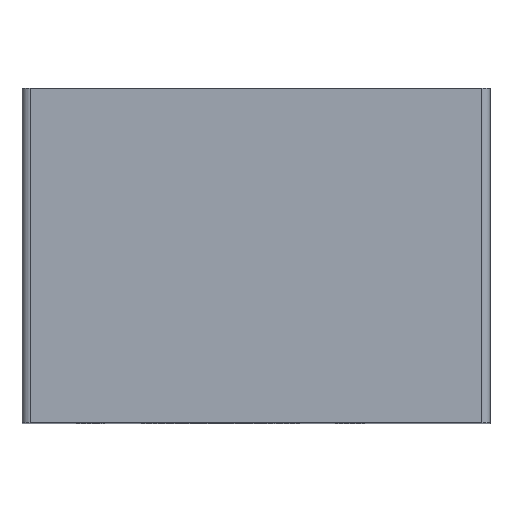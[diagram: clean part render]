
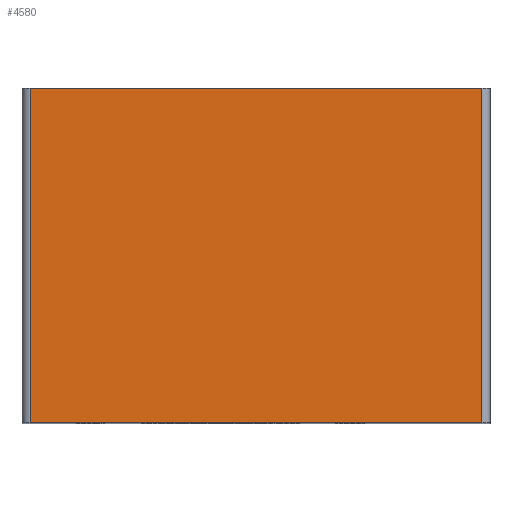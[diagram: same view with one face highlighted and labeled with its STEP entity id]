
A CAD part, top view. The second image highlights one B-rep face of the part: STEP entity #4580.
In plain terms, the highlighted planar face has unit normal (0, 0, 1).
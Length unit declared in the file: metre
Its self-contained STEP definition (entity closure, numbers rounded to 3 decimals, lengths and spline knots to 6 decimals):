
#231=LINE('',#7015,#606);
#261=LINE('',#7083,#636);
#262=LINE('',#7086,#637);
#263=LINE('',#7087,#638);
#606=VECTOR('',#5540,1.);
#636=VECTOR('',#5586,1.);
#637=VECTOR('',#5587,1.);
#638=VECTOR('',#5588,1.);
#1247=ORIENTED_EDGE('',*,*,#2658,.F.);
#1248=ORIENTED_EDGE('',*,*,#2659,.F.);
#1249=ORIENTED_EDGE('',*,*,#2624,.T.);
#1250=ORIENTED_EDGE('',*,*,#2660,.F.);
#2624=EDGE_CURVE('',#3333,#3332,#231,.T.);
#2658=EDGE_CURVE('',#3363,#3364,#261,.T.);
#2659=EDGE_CURVE('',#3333,#3363,#262,.F.);
#2660=EDGE_CURVE('',#3364,#3332,#263,.T.);
#3332=VERTEX_POINT('',#7014);
#3333=VERTEX_POINT('',#7016);
#3363=VERTEX_POINT('',#7084);
#3364=VERTEX_POINT('',#7085);
#3897=EDGE_LOOP('',(#1247,#1248,#1249,#1250));
#4206=FACE_BOUND('',#3897,.T.);
#4491=PLANE('',#4949);
#4580=ADVANCED_FACE('',(#4206),#4491,.T.);
#4949=AXIS2_PLACEMENT_3D('',#7082,#5584,#5585);
#5540=DIRECTION('',(1.,0.,0.));
#5584=DIRECTION('',(0.,0.,1.));
#5585=DIRECTION('',(0.,1.,0.));
#5586=DIRECTION('',(1.,0.,0.));
#5587=DIRECTION('',(0.,-1.,0.));
#5588=DIRECTION('',(0.,-1.,0.));
#7014=CARTESIAN_POINT('',(-0.20836,0.119438,-0.0239));
#7015=CARTESIAN_POINT('',(-0.235336,0.119438,-0.0239));
#7016=CARTESIAN_POINT('',(-0.262312,0.119438,-0.0239));
#7082=CARTESIAN_POINT('',(-0.235336,0.957994,-0.0239));
#7083=CARTESIAN_POINT('',(-0.254776,0.159438,-0.0239));
#7084=CARTESIAN_POINT('',(-0.262312,0.159438,-0.0239));
#7085=CARTESIAN_POINT('',(-0.20836,0.159438,-0.0239));
#7086=CARTESIAN_POINT('',(-0.262312,0.159438,-0.0239));
#7087=CARTESIAN_POINT('',(-0.20836,0.957994,-0.0239));
